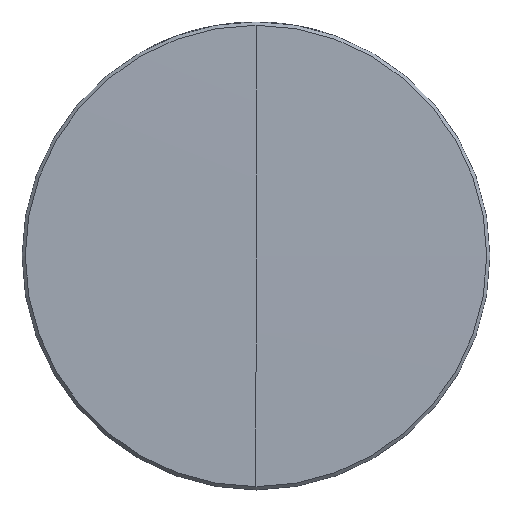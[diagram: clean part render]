
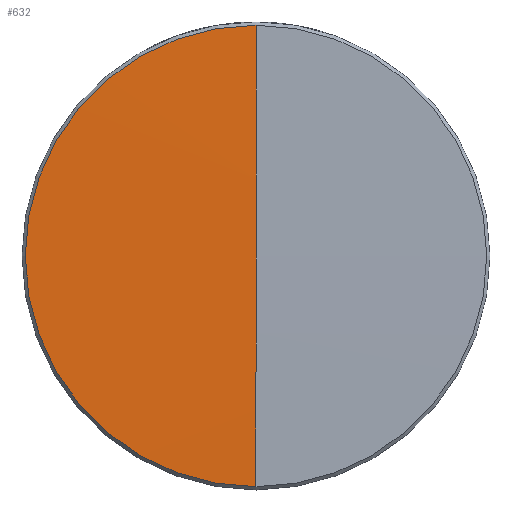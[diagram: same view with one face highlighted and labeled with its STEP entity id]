
A CAD part, top view. The second image highlights one B-rep face of the part: STEP entity #632.
In plain terms, the highlighted spherical face has radius 1033.6 mm.
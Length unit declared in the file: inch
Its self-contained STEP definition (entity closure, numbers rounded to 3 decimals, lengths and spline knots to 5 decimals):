
#96 = CIRCLE ( 'NONE', #360, 0.49304 ) ;
#232 = EDGE_CURVE ( 'NONE', #307, #2565, #336, .T. ) ;
#268 = AXIS2_PLACEMENT_3D ( 'NONE', #2081, #2295, #1871 ) ;
#307 = VERTEX_POINT ( 'NONE', #2035 ) ;
#336 = CIRCLE ( 'NONE', #1452, 40.69291 ) ;
#360 = AXIS2_PLACEMENT_3D ( 'NONE', #1899, #2120, #852 ) ;
#632 = ADVANCED_FACE ( 'NONE', ( #1576 ), #1777, .T. ) ;
#818 = DIRECTION ( 'NONE',  ( -1., 0., 0. ) ) ;
#852 = DIRECTION ( 'NONE',  ( 0., -1., 0. ) ) ;
#919 = AXIS2_PLACEMENT_3D ( 'NONE', #1605, #818, #1475 ) ;
#1022 = CIRCLE ( 'NONE', #268, 40.69291 ) ;
#1101 = ORIENTED_EDGE ( 'NONE', *, *, #1753, .T. ) ;
#1191 = CARTESIAN_POINT ( 'NONE',  ( 0., 0., -40.65197 ) ) ;
#1215 = CARTESIAN_POINT ( 'NONE',  ( 0., 0., 0.04094 ) ) ;
#1251 = CARTESIAN_POINT ( 'NONE',  ( 0., -0.49304, 0.03796 ) ) ;
#1452 = AXIS2_PLACEMENT_3D ( 'NONE', #1191, #1851, #2251 ) ;
#1475 = DIRECTION ( 'NONE',  ( 0., 1., 0. ) ) ;
#1576 = FACE_OUTER_BOUND ( 'NONE', #1844, .T. ) ;
#1591 = ORIENTED_EDGE ( 'NONE', *, *, #2631, .T. ) ;
#1605 = CARTESIAN_POINT ( 'NONE',  ( 0., 0., -40.65197 ) ) ;
#1753 = EDGE_CURVE ( 'NONE', #307, #2091, #96, .T. ) ;
#1777 = SPHERICAL_SURFACE ( 'NONE', #919, 40.69291 ) ;
#1844 = EDGE_LOOP ( 'NONE', ( #1101, #1591, #2086 ) ) ;
#1851 = DIRECTION ( 'NONE',  ( 1., 0., 0. ) ) ;
#1871 = DIRECTION ( 'NONE',  ( 0., -1., 0. ) ) ;
#1899 = CARTESIAN_POINT ( 'NONE',  ( 0., 0., 0.03796 ) ) ;
#2035 = CARTESIAN_POINT ( 'NONE',  ( 0., 0.49304, 0.03796 ) ) ;
#2081 = CARTESIAN_POINT ( 'NONE',  ( 0., 0., -40.65197 ) ) ;
#2086 = ORIENTED_EDGE ( 'NONE', *, *, #232, .F. ) ;
#2091 = VERTEX_POINT ( 'NONE', #1251 ) ;
#2120 = DIRECTION ( 'NONE',  ( 0., 0., 1. ) ) ;
#2251 = DIRECTION ( 'NONE',  ( 0., 0., -1. ) ) ;
#2295 = DIRECTION ( 'NONE',  ( -1., 0., 0. ) ) ;
#2565 = VERTEX_POINT ( 'NONE', #1215 ) ;
#2631 = EDGE_CURVE ( 'NONE', #2091, #2565, #1022, .T. ) ;
